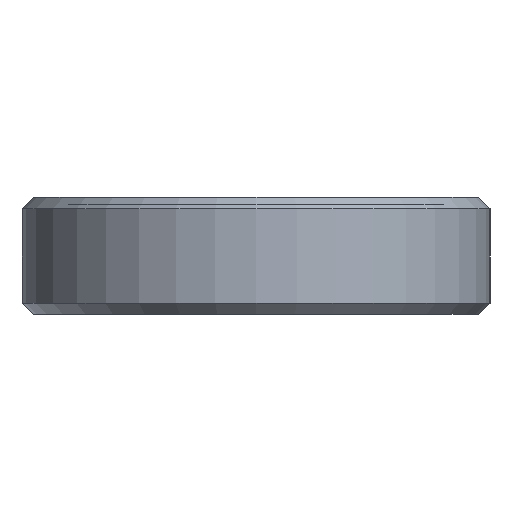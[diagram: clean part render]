
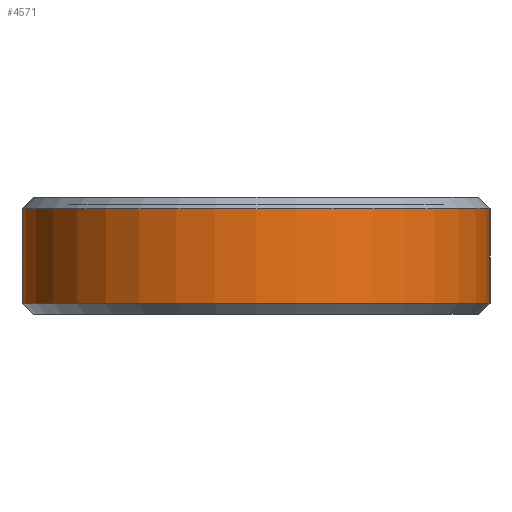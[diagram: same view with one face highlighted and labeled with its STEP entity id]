
A CAD part, left-side view. The second image highlights one B-rep face of the part: STEP entity #4571.
In plain terms, the highlighted cylindrical face has radius 6.25 mm (diameter 12.5 mm), a partial arc.
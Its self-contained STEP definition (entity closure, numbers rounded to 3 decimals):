
#45 = CONICAL_SURFACE('',#46,6.25,0.785);
#46 = AXIS2_PLACEMENT_3D('',#47,#48,#49);
#47 = CARTESIAN_POINT('',(0.,0.,0.3));
#48 = DIRECTION('',(0.,0.,1.));
#49 = DIRECTION('',(0.,1.,0.));
#1663 = VERTEX_POINT('',#1664);
#1664 = CARTESIAN_POINT('',(0.,6.25,0.3));
#1687 = VERTEX_POINT('',#1688);
#1688 = CARTESIAN_POINT('',(0.,-6.25,0.3));
#1709 = EDGE_CURVE('',#1663,#1687,#1710,.T.);
#1710 = SURFACE_CURVE('',#1711,(#1716,#1723),.PCURVE_S1.);
#1711 = CIRCLE('',#1712,6.25);
#1712 = AXIS2_PLACEMENT_3D('',#1713,#1714,#1715);
#1713 = CARTESIAN_POINT('',(0.,0.,0.3));
#1714 = DIRECTION('',(0.,-0.,1.));
#1715 = DIRECTION('',(0.,1.,0.));
#1716 = PCURVE('',#45,#1717);
#1717 = DEFINITIONAL_REPRESENTATION('',(#1718),#1722);
#1718 = LINE('',#1719,#1720);
#1719 = CARTESIAN_POINT('',(0.,0.));
#1720 = VECTOR('',#1721,1.);
#1721 = DIRECTION('',(1.,0.));
#1722 = ( GEOMETRIC_REPRESENTATION_CONTEXT(2) 
PARAMETRIC_REPRESENTATION_CONTEXT() REPRESENTATION_CONTEXT('2D SPACE',''
  ) );
#1723 = PCURVE('',#1724,#1729);
#1724 = CYLINDRICAL_SURFACE('',#1725,6.25);
#1725 = AXIS2_PLACEMENT_3D('',#1726,#1727,#1728);
#1726 = CARTESIAN_POINT('',(0.,0.,0.));
#1727 = DIRECTION('',(-0.,-0.,-1.));
#1728 = DIRECTION('',(1.,0.,0.));
#1729 = DEFINITIONAL_REPRESENTATION('',(#1730),#1734);
#1730 = LINE('',#1731,#1732);
#1731 = CARTESIAN_POINT('',(-1.571,-0.3));
#1732 = VECTOR('',#1733,1.);
#1733 = DIRECTION('',(-1.,0.));
#1734 = ( GEOMETRIC_REPRESENTATION_CONTEXT(2) 
PARAMETRIC_REPRESENTATION_CONTEXT() REPRESENTATION_CONTEXT('2D SPACE',''
  ) );
#1778 = PLANE('',#1779);
#1779 = AXIS2_PLACEMENT_3D('',#1780,#1781,#1782);
#1780 = CARTESIAN_POINT('',(0.,6.25,0.));
#1781 = DIRECTION('',(0.,1.,0.));
#1782 = DIRECTION('',(1.,0.,0.));
#1832 = PLANE('',#1833);
#1833 = AXIS2_PLACEMENT_3D('',#1834,#1835,#1836);
#1834 = CARTESIAN_POINT('',(0.,-6.25,0.));
#1835 = DIRECTION('',(0.,1.,0.));
#1836 = DIRECTION('',(1.,0.,0.));
#4571 = ADVANCED_FACE('',(#4572),#1724,.T.);
#4572 = FACE_BOUND('',#4573,.F.);
#4573 = EDGE_LOOP('',(#4574,#4597,#4626,#4647));
#4574 = ORIENTED_EDGE('',*,*,#4575,.T.);
#4575 = EDGE_CURVE('',#1663,#4576,#4578,.T.);
#4576 = VERTEX_POINT('',#4577);
#4577 = CARTESIAN_POINT('',(0.,6.25,2.825));
#4578 = SURFACE_CURVE('',#4579,(#4583,#4590),.PCURVE_S1.);
#4579 = LINE('',#4580,#4581);
#4580 = CARTESIAN_POINT('',(0.,6.25,0.));
#4581 = VECTOR('',#4582,1.);
#4582 = DIRECTION('',(0.,0.,1.));
#4583 = PCURVE('',#1724,#4584);
#4584 = DEFINITIONAL_REPRESENTATION('',(#4585),#4589);
#4585 = LINE('',#4586,#4587);
#4586 = CARTESIAN_POINT('',(-1.571,0.));
#4587 = VECTOR('',#4588,1.);
#4588 = DIRECTION('',(-0.,-1.));
#4589 = ( GEOMETRIC_REPRESENTATION_CONTEXT(2) 
PARAMETRIC_REPRESENTATION_CONTEXT() REPRESENTATION_CONTEXT('2D SPACE',''
  ) );
#4590 = PCURVE('',#1778,#4591);
#4591 = DEFINITIONAL_REPRESENTATION('',(#4592),#4596);
#4592 = LINE('',#4593,#4594);
#4593 = CARTESIAN_POINT('',(0.,0.));
#4594 = VECTOR('',#4595,1.);
#4595 = DIRECTION('',(0.,-1.));
#4596 = ( GEOMETRIC_REPRESENTATION_CONTEXT(2) 
PARAMETRIC_REPRESENTATION_CONTEXT() REPRESENTATION_CONTEXT('2D SPACE',''
  ) );
#4597 = ORIENTED_EDGE('',*,*,#4598,.T.);
#4598 = EDGE_CURVE('',#4576,#4599,#4601,.T.);
#4599 = VERTEX_POINT('',#4600);
#4600 = CARTESIAN_POINT('',(0.,-6.25,2.825));
#4601 = SURFACE_CURVE('',#4602,(#4607,#4614),.PCURVE_S1.);
#4602 = CIRCLE('',#4603,6.25);
#4603 = AXIS2_PLACEMENT_3D('',#4604,#4605,#4606);
#4604 = CARTESIAN_POINT('',(0.,0.,2.825));
#4605 = DIRECTION('',(0.,-0.,1.));
#4606 = DIRECTION('',(0.,1.,0.));
#4607 = PCURVE('',#1724,#4608);
#4608 = DEFINITIONAL_REPRESENTATION('',(#4609),#4613);
#4609 = LINE('',#4610,#4611);
#4610 = CARTESIAN_POINT('',(-1.571,-2.825));
#4611 = VECTOR('',#4612,1.);
#4612 = DIRECTION('',(-1.,0.));
#4613 = ( GEOMETRIC_REPRESENTATION_CONTEXT(2) 
PARAMETRIC_REPRESENTATION_CONTEXT() REPRESENTATION_CONTEXT('2D SPACE',''
  ) );
#4614 = PCURVE('',#4615,#4620);
#4615 = CONICAL_SURFACE('',#4616,6.25,0.785);
#4616 = AXIS2_PLACEMENT_3D('',#4617,#4618,#4619);
#4617 = CARTESIAN_POINT('',(0.,0.,2.825));
#4618 = DIRECTION('',(-0.,-0.,-1.));
#4619 = DIRECTION('',(0.,1.,0.));
#4620 = DEFINITIONAL_REPRESENTATION('',(#4621),#4625);
#4621 = LINE('',#4622,#4623);
#4622 = CARTESIAN_POINT('',(-0.,-0.));
#4623 = VECTOR('',#4624,1.);
#4624 = DIRECTION('',(-1.,-0.));
#4625 = ( GEOMETRIC_REPRESENTATION_CONTEXT(2) 
PARAMETRIC_REPRESENTATION_CONTEXT() REPRESENTATION_CONTEXT('2D SPACE',''
  ) );
#4626 = ORIENTED_EDGE('',*,*,#4627,.F.);
#4627 = EDGE_CURVE('',#1687,#4599,#4628,.T.);
#4628 = SURFACE_CURVE('',#4629,(#4633,#4640),.PCURVE_S1.);
#4629 = LINE('',#4630,#4631);
#4630 = CARTESIAN_POINT('',(0.,-6.25,0.));
#4631 = VECTOR('',#4632,1.);
#4632 = DIRECTION('',(0.,0.,1.));
#4633 = PCURVE('',#1724,#4634);
#4634 = DEFINITIONAL_REPRESENTATION('',(#4635),#4639);
#4635 = LINE('',#4636,#4637);
#4636 = CARTESIAN_POINT('',(-4.712,0.));
#4637 = VECTOR('',#4638,1.);
#4638 = DIRECTION('',(-0.,-1.));
#4639 = ( GEOMETRIC_REPRESENTATION_CONTEXT(2) 
PARAMETRIC_REPRESENTATION_CONTEXT() REPRESENTATION_CONTEXT('2D SPACE',''
  ) );
#4640 = PCURVE('',#1832,#4641);
#4641 = DEFINITIONAL_REPRESENTATION('',(#4642),#4646);
#4642 = LINE('',#4643,#4644);
#4643 = CARTESIAN_POINT('',(0.,0.));
#4644 = VECTOR('',#4645,1.);
#4645 = DIRECTION('',(0.,-1.));
#4646 = ( GEOMETRIC_REPRESENTATION_CONTEXT(2) 
PARAMETRIC_REPRESENTATION_CONTEXT() REPRESENTATION_CONTEXT('2D SPACE',''
  ) );
#4647 = ORIENTED_EDGE('',*,*,#1709,.F.);
